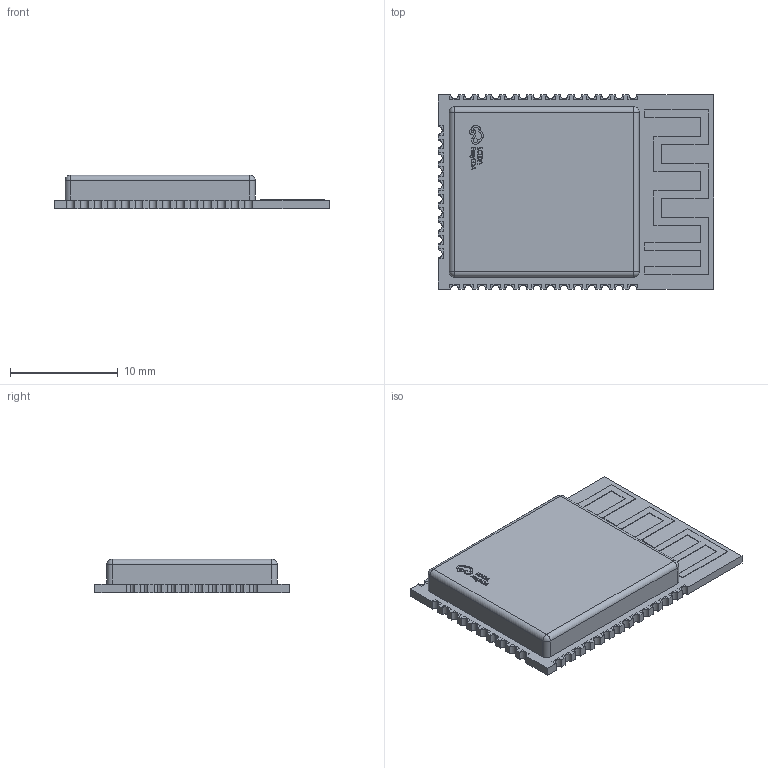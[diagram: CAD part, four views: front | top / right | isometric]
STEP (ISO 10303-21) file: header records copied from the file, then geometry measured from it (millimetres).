
FILE_DESCRIPTION (( 'STEP AP214' ), '1' );
FILE_NAME ('WIFIM-SMD_39P-L25.5-W18.0-H3.1-P1.27.step', '2022-07-15T04:54:38', ( '' ), ( '' ), 'SwSTEP 2.0', 'SolidWorks 2020', '' );
FILE_SCHEMA (( 'AUTOMOTIVE_DESIGN' ));
Length unit declared in the file: millimetre
Products named in the file (1): WIFIM-SMD_39P-L25.5-W18.0-H3.1-P1.27
Bounding box: 25.5 x 18 x 3.1 mm (x, y, z)
Volume: 998.6 mm3; surface area: 1130 mm2
Topology: 14 solids, 14 shells, 453 faces, 1445 edges, 1026 vertices
Faces by surface type: plane 295, bspline 98, cylinder 56, sphere 4
Entity records: 21838 total; most frequent: CARTESIAN_POINT 4423, ORIENTED_EDGE 2882, DIRECTION 2051, EDGE_CURVE 1441, LINE 1115, VECTOR 1115, VERTEX_POINT 1026, EDGE_LOOP 475
